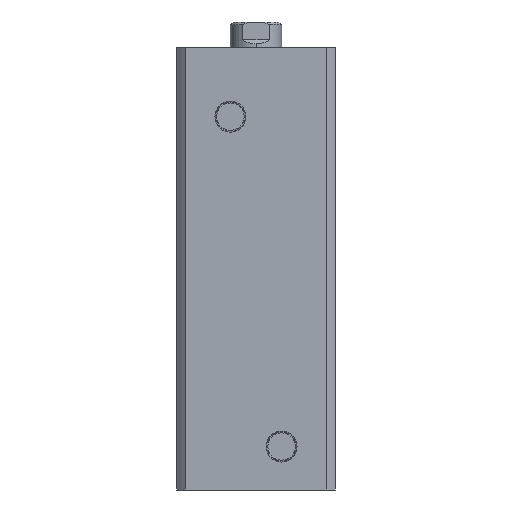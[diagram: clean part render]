
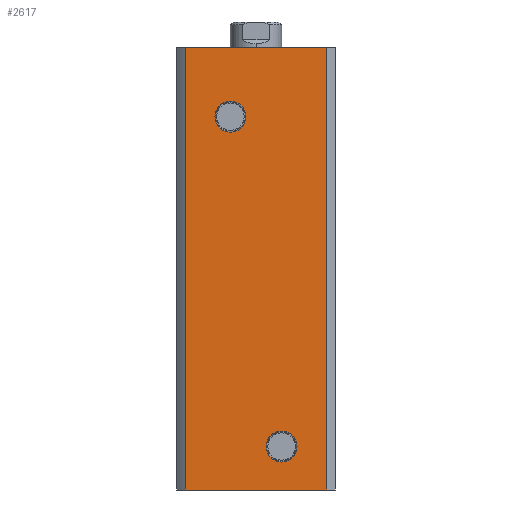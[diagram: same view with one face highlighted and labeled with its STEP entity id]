
A CAD part, left-side view. The second image highlights one B-rep face of the part: STEP entity #2617.
In plain terms, the highlighted planar face has unit normal (-1, 0, 0).
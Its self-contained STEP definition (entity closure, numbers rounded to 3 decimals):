
#50 = EDGE_CURVE ( 'NONE', #2078, #2095, #613, .T. ) ;
#51 = EDGE_CURVE ( 'NONE', #2064, #2065, #604, .T. ) ;
#52 = EDGE_CURVE ( 'NONE', #2013, #1694, #614, .T. ) ;
#53 = EDGE_CURVE ( 'NONE', #2012, #1694, #615, .T. ) ;
#54 = EDGE_CURVE ( 'NONE', #1672, #2012, #616, .T. ) ;
#55 = EDGE_CURVE ( 'NONE', #1672, #2013, #618, .T. ) ;
#254 = EDGE_CURVE ( 'NONE', #2065, #2064, #939, .T. ) ;
#262 = EDGE_CURVE ( 'NONE', #2095, #2078, #950, .T. ) ;
#269 = EDGE_LOOP ( 'NONE', ( #3329, #3330, #3331, #3332 ) ) ;
#604 = CIRCLE ( 'NONE', #3462, 6.06 ) ;
#613 = CIRCLE ( 'NONE', #3461, 6.06 ) ;
#614 = LINE ( 'NONE', #1833, #617 ) ;
#615 = LINE ( 'NONE', #1832, #619 ) ;
#616 = LINE ( 'NONE', #1825, #621 ) ;
#617 = VECTOR ( 'NONE', #1821, 1000. ) ;
#618 = LINE ( 'NONE', #1837, #623 ) ;
#619 = VECTOR ( 'NONE', #1838, 1000. ) ;
#621 = VECTOR ( 'NONE', #1840, 1000. ) ;
#623 = VECTOR ( 'NONE', #1842, 1000. ) ;
#939 = CIRCLE ( 'NONE', #3527, 6.06 ) ;
#950 = CIRCLE ( 'NONE', #3531, 6.06 ) ;
#988 = FACE_BOUND ( 'NONE', #2110, .T. ) ;
#992 = FACE_OUTER_BOUND ( 'NONE', #269, .T. ) ;
#996 = FACE_BOUND ( 'NONE', #2712, .T. ) ;
#1150 = DIRECTION ( 'NONE',  ( 0., 0., -1. ) ) ;
#1672 = VERTEX_POINT ( 'NONE', #2413 ) ;
#1694 = VERTEX_POINT ( 'NONE', #2435 ) ;
#1821 = DIRECTION ( 'NONE',  ( 0., -1., 0. ) ) ;
#1825 = CARTESIAN_POINT ( 'NONE',  ( -31., 0., 173. ) ) ;
#1829 = CARTESIAN_POINT ( 'NONE',  ( -31., 10., 146. ) ) ;
#1830 = DIRECTION ( 'NONE',  ( -1., 0., 0. ) ) ;
#1831 = DIRECTION ( 'NONE',  ( 0., 0., 1. ) ) ;
#1832 = CARTESIAN_POINT ( 'NONE',  ( -31., -27.591, 173. ) ) ;
#1833 = CARTESIAN_POINT ( 'NONE',  ( -31., 0., 0. ) ) ;
#1834 = CARTESIAN_POINT ( 'NONE',  ( -31., -10., 17. ) ) ;
#1835 = DIRECTION ( 'NONE',  ( -1., 0., 0. ) ) ;
#1836 = DIRECTION ( 'NONE',  ( 0., 0., 1. ) ) ;
#1837 = CARTESIAN_POINT ( 'NONE',  ( -31., 27.591, 173. ) ) ;
#1838 = DIRECTION ( 'NONE',  ( 0., 0., -1. ) ) ;
#1840 = DIRECTION ( 'NONE',  ( 0., -1., 0. ) ) ;
#1842 = DIRECTION ( 'NONE',  ( 0., 0., -1. ) ) ;
#2012 = VERTEX_POINT ( 'NONE', #2438 ) ;
#2013 = VERTEX_POINT ( 'NONE', #2439 ) ;
#2064 = VERTEX_POINT ( 'NONE', #2490 ) ;
#2065 = VERTEX_POINT ( 'NONE', #2491 ) ;
#2078 = VERTEX_POINT ( 'NONE', #2501 ) ;
#2095 = VERTEX_POINT ( 'NONE', #2508 ) ;
#2110 = EDGE_LOOP ( 'NONE', ( #3325, #3326 ) ) ;
#2362 = CARTESIAN_POINT ( 'NONE',  ( -31., -10., 17. ) ) ;
#2363 = DIRECTION ( 'NONE',  ( -1., 0., 0. ) ) ;
#2364 = DIRECTION ( 'NONE',  ( 0., 0., 1. ) ) ;
#2380 = CARTESIAN_POINT ( 'NONE',  ( -31., 10., 146. ) ) ;
#2381 = DIRECTION ( 'NONE',  ( -1., 0., 0. ) ) ;
#2382 = DIRECTION ( 'NONE',  ( 0., 0., 1. ) ) ;
#2413 = CARTESIAN_POINT ( 'NONE',  ( -31., 27.591, 173. ) ) ;
#2435 = CARTESIAN_POINT ( 'NONE',  ( -31., -27.591, 0. ) ) ;
#2438 = CARTESIAN_POINT ( 'NONE',  ( -31., -27.591, 173. ) ) ;
#2439 = CARTESIAN_POINT ( 'NONE',  ( -31., 27.591, 0. ) ) ;
#2490 = CARTESIAN_POINT ( 'NONE',  ( -31., -10., 23.06 ) ) ;
#2491 = CARTESIAN_POINT ( 'NONE',  ( -31., -10., 10.94 ) ) ;
#2501 = CARTESIAN_POINT ( 'NONE',  ( -31., 10., 152.06 ) ) ;
#2508 = CARTESIAN_POINT ( 'NONE',  ( -31., 10., 139.94 ) ) ;
#2591 = DIRECTION ( 'NONE',  ( 1., 0., 0. ) ) ;
#2593 = CARTESIAN_POINT ( 'NONE',  ( -31., 0., 173. ) ) ;
#2594 = PLANE ( 'NONE',  #3557 ) ;
#2617 = ADVANCED_FACE ( 'NONE', ( #988, #996, #992 ), #2594, .F. ) ;
#2712 = EDGE_LOOP ( 'NONE', ( #3327, #3328 ) ) ;
#3325 = ORIENTED_EDGE ( 'NONE', *, *, #50, .F. ) ;
#3326 = ORIENTED_EDGE ( 'NONE', *, *, #262, .F. ) ;
#3327 = ORIENTED_EDGE ( 'NONE', *, *, #51, .F. ) ;
#3328 = ORIENTED_EDGE ( 'NONE', *, *, #254, .F. ) ;
#3329 = ORIENTED_EDGE ( 'NONE', *, *, #52, .T. ) ;
#3330 = ORIENTED_EDGE ( 'NONE', *, *, #53, .F. ) ;
#3331 = ORIENTED_EDGE ( 'NONE', *, *, #54, .F. ) ;
#3332 = ORIENTED_EDGE ( 'NONE', *, *, #55, .T. ) ;
#3461 = AXIS2_PLACEMENT_3D ( 'NONE', #1829, #1830, #1831 ) ;
#3462 = AXIS2_PLACEMENT_3D ( 'NONE', #1834, #1835, #1836 ) ;
#3527 = AXIS2_PLACEMENT_3D ( 'NONE', #2362, #2363, #2364 ) ;
#3531 = AXIS2_PLACEMENT_3D ( 'NONE', #2380, #2381, #2382 ) ;
#3557 = AXIS2_PLACEMENT_3D ( 'NONE', #2593, #2591, #1150 ) ;
